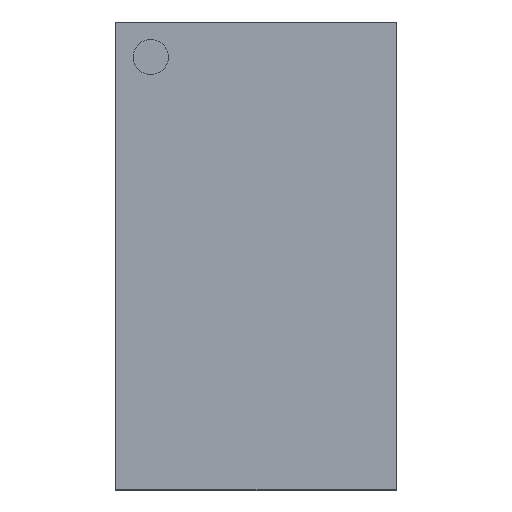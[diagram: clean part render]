
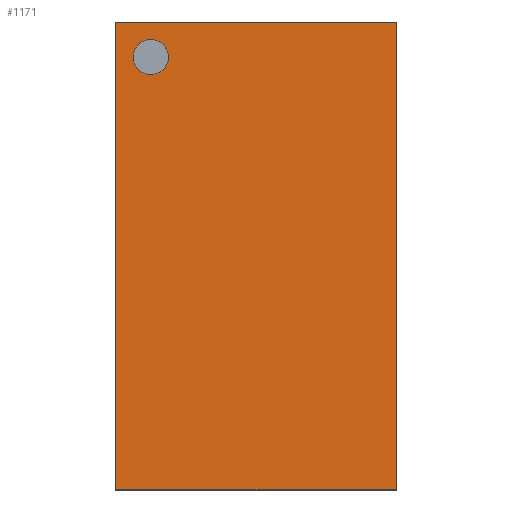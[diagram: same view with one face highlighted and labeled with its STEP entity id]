
A CAD part, top view. The second image highlights one B-rep face of the part: STEP entity #1171.
In plain terms, the highlighted planar face has unit normal (0, 0, 1).
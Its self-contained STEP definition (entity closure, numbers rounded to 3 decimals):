
#982 = VERTEX_POINT('',#983);
#983 = CARTESIAN_POINT('',(-4.5,-7.5,5.21));
#990 = PLANE('',#991);
#991 = AXIS2_PLACEMENT_3D('',#992,#993,#994);
#992 = CARTESIAN_POINT('',(-4.5,-7.5,0.75));
#993 = DIRECTION('',(1.,0.,0.));
#994 = DIRECTION('',(0.,0.,1.));
#1002 = PLANE('',#1003);
#1003 = AXIS2_PLACEMENT_3D('',#1004,#1005,#1006);
#1004 = CARTESIAN_POINT('',(-4.5,-7.5,0.75));
#1005 = DIRECTION('',(0.,1.,0.));
#1006 = DIRECTION('',(0.,0.,1.));
#1043 = VERTEX_POINT('',#1044);
#1044 = CARTESIAN_POINT('',(-4.5,7.5,5.21));
#1058 = PLANE('',#1059);
#1059 = AXIS2_PLACEMENT_3D('',#1060,#1061,#1062);
#1060 = CARTESIAN_POINT('',(-4.5,7.5,0.75));
#1061 = DIRECTION('',(0.,1.,0.));
#1062 = DIRECTION('',(0.,0.,1.));
#1070 = EDGE_CURVE('',#982,#1043,#1071,.T.);
#1071 = SURFACE_CURVE('',#1072,(#1076,#1083),.PCURVE_S1.);
#1072 = LINE('',#1073,#1074);
#1073 = CARTESIAN_POINT('',(-4.5,-7.5,5.21));
#1074 = VECTOR('',#1075,1.);
#1075 = DIRECTION('',(0.,1.,0.));
#1076 = PCURVE('',#990,#1077);
#1077 = DEFINITIONAL_REPRESENTATION('',(#1078),#1082);
#1078 = LINE('',#1079,#1080);
#1079 = CARTESIAN_POINT('',(4.46,0.));
#1080 = VECTOR('',#1081,1.);
#1081 = DIRECTION('',(0.,-1.));
#1082 = ( GEOMETRIC_REPRESENTATION_CONTEXT(2) 
PARAMETRIC_REPRESENTATION_CONTEXT() REPRESENTATION_CONTEXT('2D SPACE',''
  ) );
#1083 = PCURVE('',#1084,#1089);
#1084 = PLANE('',#1085);
#1085 = AXIS2_PLACEMENT_3D('',#1086,#1087,#1088);
#1086 = CARTESIAN_POINT('',(-4.5,-7.5,5.21));
#1087 = DIRECTION('',(0.,0.,1.));
#1088 = DIRECTION('',(1.,0.,0.));
#1089 = DEFINITIONAL_REPRESENTATION('',(#1090),#1094);
#1090 = LINE('',#1091,#1092);
#1091 = CARTESIAN_POINT('',(0.,0.));
#1092 = VECTOR('',#1093,1.);
#1093 = DIRECTION('',(0.,1.));
#1094 = ( GEOMETRIC_REPRESENTATION_CONTEXT(2) 
PARAMETRIC_REPRESENTATION_CONTEXT() REPRESENTATION_CONTEXT('2D SPACE',''
  ) );
#1123 = EDGE_CURVE('',#982,#1124,#1126,.T.);
#1124 = VERTEX_POINT('',#1125);
#1125 = CARTESIAN_POINT('',(4.5,-7.5,5.21));
#1126 = SURFACE_CURVE('',#1127,(#1131,#1138),.PCURVE_S1.);
#1127 = LINE('',#1128,#1129);
#1128 = CARTESIAN_POINT('',(-4.5,-7.5,5.21));
#1129 = VECTOR('',#1130,1.);
#1130 = DIRECTION('',(1.,0.,0.));
#1131 = PCURVE('',#1002,#1132);
#1132 = DEFINITIONAL_REPRESENTATION('',(#1133),#1137);
#1133 = LINE('',#1134,#1135);
#1134 = CARTESIAN_POINT('',(4.46,0.));
#1135 = VECTOR('',#1136,1.);
#1136 = DIRECTION('',(0.,1.));
#1137 = ( GEOMETRIC_REPRESENTATION_CONTEXT(2) 
PARAMETRIC_REPRESENTATION_CONTEXT() REPRESENTATION_CONTEXT('2D SPACE',''
  ) );
#1138 = PCURVE('',#1084,#1139);
#1139 = DEFINITIONAL_REPRESENTATION('',(#1140),#1144);
#1140 = LINE('',#1141,#1142);
#1141 = CARTESIAN_POINT('',(0.,0.));
#1142 = VECTOR('',#1143,1.);
#1143 = DIRECTION('',(1.,0.));
#1144 = ( GEOMETRIC_REPRESENTATION_CONTEXT(2) 
PARAMETRIC_REPRESENTATION_CONTEXT() REPRESENTATION_CONTEXT('2D SPACE',''
  ) );
#1160 = PLANE('',#1161);
#1161 = AXIS2_PLACEMENT_3D('',#1162,#1163,#1164);
#1162 = CARTESIAN_POINT('',(4.5,-7.5,0.75));
#1163 = DIRECTION('',(1.,0.,0.));
#1164 = DIRECTION('',(0.,0.,1.));
#1171 = ADVANCED_FACE('',(#1172,#1220),#1084,.T.);
#1172 = FACE_BOUND('',#1173,.T.);
#1173 = EDGE_LOOP('',(#1174,#1175,#1176,#1199));
#1174 = ORIENTED_EDGE('',*,*,#1070,.F.);
#1175 = ORIENTED_EDGE('',*,*,#1123,.T.);
#1176 = ORIENTED_EDGE('',*,*,#1177,.T.);
#1177 = EDGE_CURVE('',#1124,#1178,#1180,.T.);
#1178 = VERTEX_POINT('',#1179);
#1179 = CARTESIAN_POINT('',(4.5,7.5,5.21));
#1180 = SURFACE_CURVE('',#1181,(#1185,#1192),.PCURVE_S1.);
#1181 = LINE('',#1182,#1183);
#1182 = CARTESIAN_POINT('',(4.5,-7.5,5.21));
#1183 = VECTOR('',#1184,1.);
#1184 = DIRECTION('',(0.,1.,0.));
#1185 = PCURVE('',#1084,#1186);
#1186 = DEFINITIONAL_REPRESENTATION('',(#1187),#1191);
#1187 = LINE('',#1188,#1189);
#1188 = CARTESIAN_POINT('',(9.,0.));
#1189 = VECTOR('',#1190,1.);
#1190 = DIRECTION('',(0.,1.));
#1191 = ( GEOMETRIC_REPRESENTATION_CONTEXT(2) 
PARAMETRIC_REPRESENTATION_CONTEXT() REPRESENTATION_CONTEXT('2D SPACE',''
  ) );
#1192 = PCURVE('',#1160,#1193);
#1193 = DEFINITIONAL_REPRESENTATION('',(#1194),#1198);
#1194 = LINE('',#1195,#1196);
#1195 = CARTESIAN_POINT('',(4.46,0.));
#1196 = VECTOR('',#1197,1.);
#1197 = DIRECTION('',(0.,-1.));
#1198 = ( GEOMETRIC_REPRESENTATION_CONTEXT(2) 
PARAMETRIC_REPRESENTATION_CONTEXT() REPRESENTATION_CONTEXT('2D SPACE',''
  ) );
#1199 = ORIENTED_EDGE('',*,*,#1200,.F.);
#1200 = EDGE_CURVE('',#1043,#1178,#1201,.T.);
#1201 = SURFACE_CURVE('',#1202,(#1206,#1213),.PCURVE_S1.);
#1202 = LINE('',#1203,#1204);
#1203 = CARTESIAN_POINT('',(-4.5,7.5,5.21));
#1204 = VECTOR('',#1205,1.);
#1205 = DIRECTION('',(1.,0.,0.));
#1206 = PCURVE('',#1084,#1207);
#1207 = DEFINITIONAL_REPRESENTATION('',(#1208),#1212);
#1208 = LINE('',#1209,#1210);
#1209 = CARTESIAN_POINT('',(0.,15.));
#1210 = VECTOR('',#1211,1.);
#1211 = DIRECTION('',(1.,0.));
#1212 = ( GEOMETRIC_REPRESENTATION_CONTEXT(2) 
PARAMETRIC_REPRESENTATION_CONTEXT() REPRESENTATION_CONTEXT('2D SPACE',''
  ) );
#1213 = PCURVE('',#1058,#1214);
#1214 = DEFINITIONAL_REPRESENTATION('',(#1215),#1219);
#1215 = LINE('',#1216,#1217);
#1216 = CARTESIAN_POINT('',(4.46,0.));
#1217 = VECTOR('',#1218,1.);
#1218 = DIRECTION('',(0.,1.));
#1219 = ( GEOMETRIC_REPRESENTATION_CONTEXT(2) 
PARAMETRIC_REPRESENTATION_CONTEXT() REPRESENTATION_CONTEXT('2D SPACE',''
  ) );
#1220 = FACE_BOUND('',#1221,.T.);
#1221 = EDGE_LOOP('',(#1222));
#1222 = ORIENTED_EDGE('',*,*,#1223,.F.);
#1223 = EDGE_CURVE('',#1224,#1224,#1226,.T.);
#1224 = VERTEX_POINT('',#1225);
#1225 = CARTESIAN_POINT('',(-2.813,6.375,5.21));
#1226 = SURFACE_CURVE('',#1227,(#1232,#1239),.PCURVE_S1.);
#1227 = CIRCLE('',#1228,0.563);
#1228 = AXIS2_PLACEMENT_3D('',#1229,#1230,#1231);
#1229 = CARTESIAN_POINT('',(-3.375,6.375,5.21));
#1230 = DIRECTION('',(0.,0.,1.));
#1231 = DIRECTION('',(1.,0.,0.));
#1232 = PCURVE('',#1084,#1233);
#1233 = DEFINITIONAL_REPRESENTATION('',(#1234),#1238);
#1234 = CIRCLE('',#1235,0.563);
#1235 = AXIS2_PLACEMENT_2D('',#1236,#1237);
#1236 = CARTESIAN_POINT('',(1.125,13.875));
#1237 = DIRECTION('',(1.,0.));
#1238 = ( GEOMETRIC_REPRESENTATION_CONTEXT(2) 
PARAMETRIC_REPRESENTATION_CONTEXT() REPRESENTATION_CONTEXT('2D SPACE',''
  ) );
#1239 = PCURVE('',#1240,#1245);
#1240 = CYLINDRICAL_SURFACE('',#1241,0.563);
#1241 = AXIS2_PLACEMENT_3D('',#1242,#1243,#1244);
#1242 = CARTESIAN_POINT('',(-3.375,6.375,4.689));
#1243 = DIRECTION('',(0.,0.,1.));
#1244 = DIRECTION('',(1.,0.,0.));
#1245 = DEFINITIONAL_REPRESENTATION('',(#1246),#1250);
#1246 = LINE('',#1247,#1248);
#1247 = CARTESIAN_POINT('',(0.,0.521));
#1248 = VECTOR('',#1249,1.);
#1249 = DIRECTION('',(1.,0.));
#1250 = ( GEOMETRIC_REPRESENTATION_CONTEXT(2) 
PARAMETRIC_REPRESENTATION_CONTEXT() REPRESENTATION_CONTEXT('2D SPACE',''
  ) );
